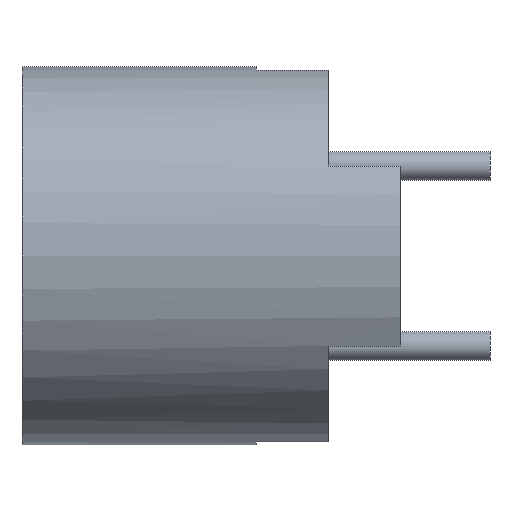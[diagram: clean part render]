
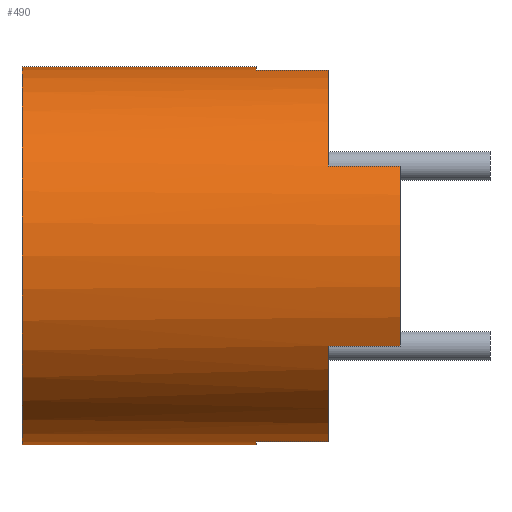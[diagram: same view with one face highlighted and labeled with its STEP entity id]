
A CAD part, left-side view. The second image highlights one B-rep face of the part: STEP entity #490.
In plain terms, the highlighted cylindrical face has radius 5.25 mm (diameter 10.5 mm), a partial arc.
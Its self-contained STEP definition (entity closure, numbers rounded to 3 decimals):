
#67 = EDGE_CURVE ( 'NONE', #1520, #1192, #241, .T. ) ;
#78 = ORIENTED_EDGE ( 'NONE', *, *, #1184, .T. ) ;
#83 = LINE ( 'NONE', #376, #1695 ) ;
#86 = VERTEX_POINT ( 'NONE', #610 ) ;
#90 = CARTESIAN_POINT ( 'NONE',  ( 0., 4., -5.25 ) ) ;
#111 = LINE ( 'NONE', #991, #488 ) ;
#138 = VERTEX_POINT ( 'NONE', #911 ) ;
#157 = CARTESIAN_POINT ( 'NONE',  ( 0., 4., 0. ) ) ;
#158 = CARTESIAN_POINT ( 'NONE',  ( -1., 4., -5.154 ) ) ;
#159 = ORIENTED_EDGE ( 'NONE', *, *, #1531, .F. ) ;
#179 = CARTESIAN_POINT ( 'NONE',  ( -4.617, 2., 2.5 ) ) ;
#197 = VERTEX_POINT ( 'NONE', #566 ) ;
#201 = ORIENTED_EDGE ( 'NONE', *, *, #1135, .F. ) ;
#237 = VERTEX_POINT ( 'NONE', #1127 ) ;
#241 = CIRCLE ( 'NONE', #1564, 5.25 ) ;
#243 = CARTESIAN_POINT ( 'NONE',  ( -4.617, 0., -2.5 ) ) ;
#290 = CARTESIAN_POINT ( 'NONE',  ( 0., 2., 0. ) ) ;
#300 = CARTESIAN_POINT ( 'NONE',  ( 0., 10.5, 0. ) ) ;
#328 = CARTESIAN_POINT ( 'NONE',  ( 0., 10.5, 0. ) ) ;
#342 = CARTESIAN_POINT ( 'NONE',  ( -4.617, 2., 2.5 ) ) ;
#345 = CIRCLE ( 'NONE', #1637, 5.25 ) ;
#353 = VERTEX_POINT ( 'NONE', #393 ) ;
#363 = CIRCLE ( 'NONE', #1656, 5.25 ) ;
#367 = EDGE_CURVE ( 'NONE', #655, #197, #1228, .T. ) ;
#376 = CARTESIAN_POINT ( 'NONE',  ( -4.617, 2., -2.5 ) ) ;
#393 = CARTESIAN_POINT ( 'NONE',  ( -1., 2., 5.154 ) ) ;
#442 = CARTESIAN_POINT ( 'NONE',  ( 0., 10.5, -5.25 ) ) ;
#443 = LINE ( 'NONE', #1453, #746 ) ;
#445 = EDGE_CURVE ( 'NONE', #237, #914, #363, .T. ) ;
#453 = DIRECTION ( 'NONE',  ( 0., 0., -1. ) ) ;
#470 = DIRECTION ( 'NONE',  ( 0., -1., 0. ) ) ;
#488 = VECTOR ( 'NONE', #1407, 1000. ) ;
#490 = ADVANCED_FACE ( 'NONE', ( #1769 ), #1777, .T. ) ;
#516 = CIRCLE ( 'NONE', #588, 5.25 ) ;
#525 = DIRECTION ( 'NONE',  ( 0., 0., -1. ) ) ;
#566 = CARTESIAN_POINT ( 'NONE',  ( 0., 10.5, 5.25 ) ) ;
#569 = DIRECTION ( 'NONE',  ( 0., 1., 0. ) ) ;
#588 = AXIS2_PLACEMENT_3D ( 'NONE', #1874, #977, #700 ) ;
#597 = LINE ( 'NONE', #179, #1737 ) ;
#610 = CARTESIAN_POINT ( 'NONE',  ( -4.617, 0., 2.5 ) ) ;
#621 = CARTESIAN_POINT ( 'NONE',  ( 0., 10.5, -5.25 ) ) ;
#655 = VERTEX_POINT ( 'NONE', #442 ) ;
#670 = EDGE_CURVE ( 'NONE', #655, #1192, #1752, .T. ) ;
#700 = DIRECTION ( 'NONE',  ( 0., 0., -1. ) ) ;
#702 = ORIENTED_EDGE ( 'NONE', *, *, #670, .T. ) ;
#720 = EDGE_LOOP ( 'NONE', ( #201, #758, #702, #961, #78, #1630, #1142, #1510, #1048, #822, #159, #1082 ) ) ;
#731 = DIRECTION ( 'NONE',  ( 0., -1., 0. ) ) ;
#746 = VECTOR ( 'NONE', #905, 1000. ) ;
#758 = ORIENTED_EDGE ( 'NONE', *, *, #367, .F. ) ;
#802 = EDGE_CURVE ( 'NONE', #1494, #853, #83, .T. ) ;
#822 = ORIENTED_EDGE ( 'NONE', *, *, #1581, .F. ) ;
#853 = VERTEX_POINT ( 'NONE', #243 ) ;
#905 = DIRECTION ( 'NONE',  ( 0., -1., 0. ) ) ;
#911 = CARTESIAN_POINT ( 'NONE',  ( -1., 2., -5.154 ) ) ;
#914 = VERTEX_POINT ( 'NONE', #1249 ) ;
#920 = AXIS2_PLACEMENT_3D ( 'NONE', #1566, #569, #1539 ) ;
#934 = LINE ( 'NONE', #1765, #1067 ) ;
#941 = AXIS2_PLACEMENT_3D ( 'NONE', #300, #1276, #1134 ) ;
#956 = DIRECTION ( 'NONE',  ( 0., -1., 0. ) ) ;
#961 = ORIENTED_EDGE ( 'NONE', *, *, #67, .F. ) ;
#977 = DIRECTION ( 'NONE',  ( 0., -1., 0. ) ) ;
#982 = EDGE_CURVE ( 'NONE', #1494, #138, #516, .T. ) ;
#991 = CARTESIAN_POINT ( 'NONE',  ( -1., 4., -5.154 ) ) ;
#992 = EDGE_CURVE ( 'NONE', #853, #86, #1854, .T. ) ;
#1023 = DIRECTION ( 'NONE',  ( 0., -1., 0. ) ) ;
#1048 = ORIENTED_EDGE ( 'NONE', *, *, #1532, .F. ) ;
#1054 = DIRECTION ( 'NONE',  ( 0., 0., -1. ) ) ;
#1056 = DIRECTION ( 'NONE',  ( 0., -1., 0. ) ) ;
#1067 = VECTOR ( 'NONE', #470, 1000. ) ;
#1082 = ORIENTED_EDGE ( 'NONE', *, *, #445, .F. ) ;
#1127 = CARTESIAN_POINT ( 'NONE',  ( 0., 4., 5.25 ) ) ;
#1134 = DIRECTION ( 'NONE',  ( 0., 0., 1. ) ) ;
#1135 = EDGE_CURVE ( 'NONE', #197, #237, #934, .T. ) ;
#1142 = ORIENTED_EDGE ( 'NONE', *, *, #802, .T. ) ;
#1173 = DIRECTION ( 'NONE',  ( 0., 0., 1. ) ) ;
#1184 = EDGE_CURVE ( 'NONE', #1520, #138, #111, .T. ) ;
#1187 = DIRECTION ( 'NONE',  ( 0., -1., 0. ) ) ;
#1192 = VERTEX_POINT ( 'NONE', #90 ) ;
#1228 = CIRCLE ( 'NONE', #941, 5.25 ) ;
#1230 = VECTOR ( 'NONE', #1187, 1000. ) ;
#1249 = CARTESIAN_POINT ( 'NONE',  ( -1., 4., 5.154 ) ) ;
#1276 = DIRECTION ( 'NONE',  ( 0., 1., 0. ) ) ;
#1290 = CARTESIAN_POINT ( 'NONE',  ( -4.617, 2., -2.5 ) ) ;
#1407 = DIRECTION ( 'NONE',  ( 0., -1., 0. ) ) ;
#1453 = CARTESIAN_POINT ( 'NONE',  ( -1., 4., 5.154 ) ) ;
#1476 = DIRECTION ( 'NONE',  ( 0., -1., 0. ) ) ;
#1494 = VERTEX_POINT ( 'NONE', #1290 ) ;
#1510 = ORIENTED_EDGE ( 'NONE', *, *, #992, .T. ) ;
#1520 = VERTEX_POINT ( 'NONE', #158 ) ;
#1531 = EDGE_CURVE ( 'NONE', #914, #353, #443, .T. ) ;
#1532 = EDGE_CURVE ( 'NONE', #1612, #86, #597, .T. ) ;
#1539 = DIRECTION ( 'NONE',  ( 0., 0., 1. ) ) ;
#1559 = CARTESIAN_POINT ( 'NONE',  ( 0., 4., 0. ) ) ;
#1564 = AXIS2_PLACEMENT_3D ( 'NONE', #157, #1754, #453 ) ;
#1566 = CARTESIAN_POINT ( 'NONE',  ( 0., 0., 0. ) ) ;
#1581 = EDGE_CURVE ( 'NONE', #353, #1612, #345, .T. ) ;
#1612 = VERTEX_POINT ( 'NONE', #342 ) ;
#1630 = ORIENTED_EDGE ( 'NONE', *, *, #982, .F. ) ;
#1637 = AXIS2_PLACEMENT_3D ( 'NONE', #290, #1476, #1054 ) ;
#1656 = AXIS2_PLACEMENT_3D ( 'NONE', #1559, #731, #1173 ) ;
#1693 = AXIS2_PLACEMENT_3D ( 'NONE', #328, #1056, #525 ) ;
#1695 = VECTOR ( 'NONE', #956, 1000. ) ;
#1737 = VECTOR ( 'NONE', #1023, 1000. ) ;
#1752 = LINE ( 'NONE', #621, #1230 ) ;
#1754 = DIRECTION ( 'NONE',  ( 0., -1., 0. ) ) ;
#1765 = CARTESIAN_POINT ( 'NONE',  ( 0., 10.5, 5.25 ) ) ;
#1769 = FACE_OUTER_BOUND ( 'NONE', #720, .T. ) ;
#1777 = CYLINDRICAL_SURFACE ( 'NONE', #1693, 5.25 ) ;
#1854 = CIRCLE ( 'NONE', #920, 5.25 ) ;
#1874 = CARTESIAN_POINT ( 'NONE',  ( 0., 2., 0. ) ) ;
